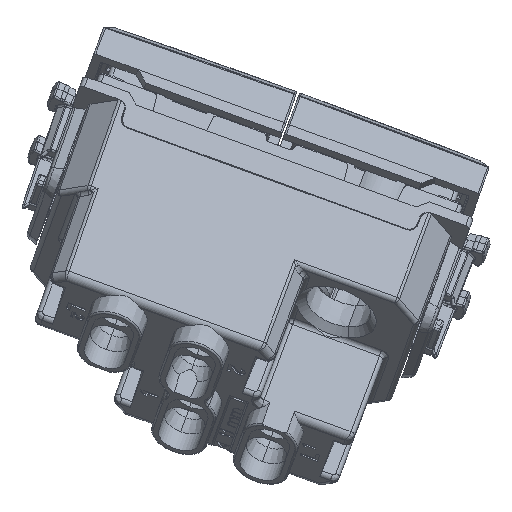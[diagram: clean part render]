
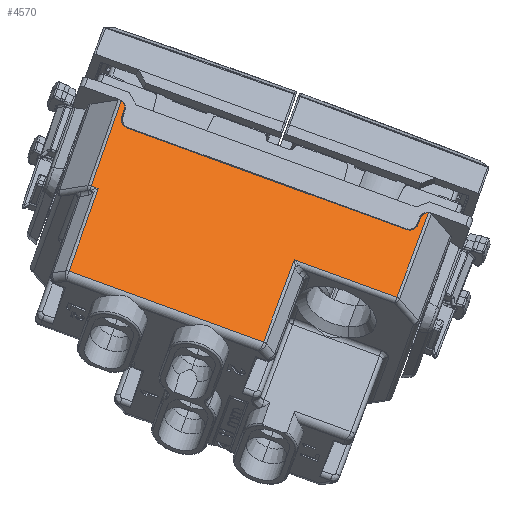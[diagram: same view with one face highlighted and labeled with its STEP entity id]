
A CAD part, left-side view. The second image highlights one B-rep face of the part: STEP entity #4570.
In plain terms, the highlighted face is planar.
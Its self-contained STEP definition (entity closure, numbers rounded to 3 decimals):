
#2249=CARTESIAN_POINT('Vertex',(-10.974,-5.698,-1.907)) ;
#2252=CARTESIAN_POINT('Line Origine',(-10.974,0.,-1.907)) ;
#2256=CARTESIAN_POINT('Vertex',(-10.974,16.698,-1.907)) ;
#4458=CARTESIAN_POINT('Axis2P3D Location',(-11.175,0.,21.1)) ;
#4464=CARTESIAN_POINT('Control Point',(-11.156,17.034,18.965)) ;
#4465=CARTESIAN_POINT('Control Point',(-11.167,17.075,20.135)) ;
#4466=CARTESIAN_POINT('Vertex',(-11.156,17.034,18.965)) ;
#4468=CARTESIAN_POINT('Vertex',(-11.167,17.075,20.135)) ;
#4472=CARTESIAN_POINT('Control Point',(-11.174,17.692,21.024)) ;
#4473=CARTESIAN_POINT('Control Point',(-11.173,17.428,20.915)) ;
#4474=CARTESIAN_POINT('Control Point',(-11.172,17.204,20.704)) ;
#4475=CARTESIAN_POINT('Control Point',(-11.169,17.085,20.421)) ;
#4476=CARTESIAN_POINT('Control Point',(-11.167,17.075,20.135)) ;
#4477=CARTESIAN_POINT('Vertex',(-11.174,17.692,21.024)) ;
#4481=CARTESIAN_POINT('Control Point',(-11.174,17.692,21.024)) ;
#4482=CARTESIAN_POINT('Control Point',(-11.073,17.59,9.396)) ;
#4483=CARTESIAN_POINT('Vertex',(-11.073,17.59,9.396)) ;
#4486=CARTESIAN_POINT('Line Origine',(-11.073,0.,9.396)) ;
#4490=CARTESIAN_POINT('Vertex',(-11.073,16.797,9.396)) ;
#4494=CARTESIAN_POINT('Control Point',(-10.974,16.698,-1.907)) ;
#4495=CARTESIAN_POINT('Control Point',(-11.073,16.797,9.396)) ;
#4498=CARTESIAN_POINT('Control Point',(-11.073,-5.797,9.396)) ;
#4499=CARTESIAN_POINT('Control Point',(-10.974,-5.698,-1.907)) ;
#4500=CARTESIAN_POINT('Vertex',(-11.073,-5.797,9.396)) ;
#4503=CARTESIAN_POINT('Line Origine',(-11.073,0.,9.396)) ;
#4507=CARTESIAN_POINT('Vertex',(-11.073,-17.59,9.396)) ;
#4511=CARTESIAN_POINT('Control Point',(-11.073,-17.59,9.396)) ;
#4512=CARTESIAN_POINT('Control Point',(-11.174,-17.692,21.024)) ;
#4513=CARTESIAN_POINT('Vertex',(-11.174,-17.692,21.024)) ;
#4517=CARTESIAN_POINT('Control Point',(-11.174,-17.692,21.024)) ;
#4518=CARTESIAN_POINT('Control Point',(-11.173,-17.428,20.915)) ;
#4519=CARTESIAN_POINT('Control Point',(-11.172,-17.204,20.704)) ;
#4520=CARTESIAN_POINT('Control Point',(-11.169,-17.085,20.421)) ;
#4521=CARTESIAN_POINT('Control Point',(-11.167,-17.075,20.135)) ;
#4522=CARTESIAN_POINT('Vertex',(-11.167,-17.075,20.135)) ;
#4526=CARTESIAN_POINT('Control Point',(-11.156,-17.034,18.965)) ;
#4527=CARTESIAN_POINT('Control Point',(-11.167,-17.075,20.135)) ;
#4528=CARTESIAN_POINT('Vertex',(-11.156,-17.034,18.965)) ;
#4532=CARTESIAN_POINT('Control Point',(-11.148,-16.034,18.)) ;
#4533=CARTESIAN_POINT('Control Point',(-11.148,-16.418,18.)) ;
#4534=CARTESIAN_POINT('Control Point',(-11.15,-16.807,18.2)) ;
#4535=CARTESIAN_POINT('Control Point',(-11.153,-17.02,18.581)) ;
#4536=CARTESIAN_POINT('Control Point',(-11.156,-17.034,18.965)) ;
#4537=CARTESIAN_POINT('Vertex',(-11.148,-16.034,18.)) ;
#4540=CARTESIAN_POINT('Line Origine',(-11.148,0.,18.)) ;
#4544=CARTESIAN_POINT('Vertex',(-11.148,16.034,18.)) ;
#4548=CARTESIAN_POINT('Control Point',(-11.148,16.034,18.)) ;
#4549=CARTESIAN_POINT('Control Point',(-11.148,16.418,18.)) ;
#4550=CARTESIAN_POINT('Control Point',(-11.15,16.807,18.2)) ;
#4551=CARTESIAN_POINT('Control Point',(-11.153,17.02,18.581)) ;
#4552=CARTESIAN_POINT('Control Point',(-11.156,17.034,18.965)) ;
#2253=DIRECTION('Vector Direction',(0.,1.,0.)) ;
#4459=DIRECTION('Axis2P3D Direction',(1.,-0.,0.009)) ;
#4460=DIRECTION('Axis2P3D XDirection',(0.,1.,0.)) ;
#4487=DIRECTION('Vector Direction',(0.,1.,0.)) ;
#4504=DIRECTION('Vector Direction',(0.,1.,0.)) ;
#4541=DIRECTION('Vector Direction',(0.,1.,0.)) ;
#4461=AXIS2_PLACEMENT_3D('Plane Axis2P3D',#4458,#4459,#4460) ;
#4555=ORIENTED_EDGE('',*,*,#4470,.T.) ;
#4556=ORIENTED_EDGE('',*,*,#4479,.F.) ;
#4557=ORIENTED_EDGE('',*,*,#4485,.F.) ;
#4558=ORIENTED_EDGE('',*,*,#4492,.F.) ;
#4559=ORIENTED_EDGE('',*,*,#4496,.T.) ;
#4560=ORIENTED_EDGE('',*,*,#2258,.F.) ;
#4561=ORIENTED_EDGE('',*,*,#4502,.T.) ;
#4562=ORIENTED_EDGE('',*,*,#4509,.F.) ;
#4563=ORIENTED_EDGE('',*,*,#4515,.T.) ;
#4564=ORIENTED_EDGE('',*,*,#4524,.F.) ;
#4565=ORIENTED_EDGE('',*,*,#4530,.F.) ;
#4566=ORIENTED_EDGE('',*,*,#4539,.T.) ;
#4567=ORIENTED_EDGE('',*,*,#4546,.F.) ;
#4568=ORIENTED_EDGE('',*,*,#4553,.T.) ;
#2254=VECTOR('Line Direction',#2253,1.) ;
#4488=VECTOR('Line Direction',#4487,1.) ;
#4505=VECTOR('Line Direction',#4504,1.) ;
#4542=VECTOR('Line Direction',#4541,1.) ;
#4570=ADVANCED_FACE('PartBody',(#4569),#4462,.F.) ;
#4463=B_SPLINE_CURVE_WITH_KNOTS('',1,(#4464,#4465),.UNSPECIFIED.,.F.,.U.,(2,2),(-0.585,0.585),.UNSPECIFIED.) ;
#4471=B_SPLINE_CURVE_WITH_KNOTS('',4,(#4472,#4473,#4474,#4475,#4476),.UNSPECIFIED.,.F.,.U.,(5,5),(0.,1.618),.UNSPECIFIED.) ;
#4480=B_SPLINE_CURVE_WITH_KNOTS('',1,(#4481,#4482),.UNSPECIFIED.,.F.,.U.,(2,2),(-11.825,-0.196),.UNSPECIFIED.) ;
#4493=B_SPLINE_CURVE_WITH_KNOTS('',1,(#4494,#4495),.UNSPECIFIED.,.F.,.U.,(2,2),(-11.108,0.196),.UNSPECIFIED.) ;
#4497=B_SPLINE_CURVE_WITH_KNOTS('',1,(#4498,#4499),.UNSPECIFIED.,.F.,.U.,(2,2),(-0.196,11.108),.UNSPECIFIED.) ;
#4510=B_SPLINE_CURVE_WITH_KNOTS('',1,(#4511,#4512),.UNSPECIFIED.,.F.,.U.,(2,2),(0.196,11.825),.UNSPECIFIED.) ;
#4516=B_SPLINE_CURVE_WITH_KNOTS('',4,(#4517,#4518,#4519,#4520,#4521),.UNSPECIFIED.,.F.,.U.,(5,5),(0.,1.618),.UNSPECIFIED.) ;
#4525=B_SPLINE_CURVE_WITH_KNOTS('',1,(#4526,#4527),.UNSPECIFIED.,.F.,.U.,(2,2),(-0.585,0.585),.UNSPECIFIED.) ;
#4531=B_SPLINE_CURVE_WITH_KNOTS('',4,(#4532,#4533,#4534,#4535,#4536),.UNSPECIFIED.,.F.,.U.,(5,5),(0.,2.172),.UNSPECIFIED.) ;
#4547=B_SPLINE_CURVE_WITH_KNOTS('',4,(#4548,#4549,#4550,#4551,#4552),.UNSPECIFIED.,.F.,.U.,(5,5),(0.,2.172),.UNSPECIFIED.) ;
#2258=EDGE_CURVE('',#2250,#2257,#2255,.T.) ;
#4470=EDGE_CURVE('',#4467,#4469,#4463,.T.) ;
#4479=EDGE_CURVE('',#4478,#4469,#4471,.T.) ;
#4485=EDGE_CURVE('',#4484,#4478,#4480,.F.) ;
#4492=EDGE_CURVE('',#4491,#4484,#4489,.T.) ;
#4496=EDGE_CURVE('',#4491,#2257,#4493,.F.) ;
#4502=EDGE_CURVE('',#2250,#4501,#4497,.F.) ;
#4509=EDGE_CURVE('',#4508,#4501,#4506,.T.) ;
#4515=EDGE_CURVE('',#4508,#4514,#4510,.T.) ;
#4524=EDGE_CURVE('',#4523,#4514,#4516,.F.) ;
#4530=EDGE_CURVE('',#4529,#4523,#4525,.T.) ;
#4539=EDGE_CURVE('',#4529,#4538,#4531,.F.) ;
#4546=EDGE_CURVE('',#4545,#4538,#4543,.F.) ;
#4553=EDGE_CURVE('',#4545,#4467,#4547,.T.) ;
#4554=EDGE_LOOP('',(#4555,#4556,#4557,#4558,#4559,#4560,#4561,#4562,#4563,#4564,#4565,#4566,#4567,#4568)) ;
#4569=FACE_OUTER_BOUND('',#4554,.T.) ;
#2255=LINE('Line',#2252,#2254) ;
#4489=LINE('Line',#4486,#4488) ;
#4506=LINE('Line',#4503,#4505) ;
#4543=LINE('Line',#4540,#4542) ;
#4462=PLANE('',#4461) ;
#2250=VERTEX_POINT('',#2249) ;
#2257=VERTEX_POINT('',#2256) ;
#4467=VERTEX_POINT('',#4466) ;
#4469=VERTEX_POINT('',#4468) ;
#4478=VERTEX_POINT('',#4477) ;
#4484=VERTEX_POINT('',#4483) ;
#4491=VERTEX_POINT('',#4490) ;
#4501=VERTEX_POINT('',#4500) ;
#4508=VERTEX_POINT('',#4507) ;
#4514=VERTEX_POINT('',#4513) ;
#4523=VERTEX_POINT('',#4522) ;
#4529=VERTEX_POINT('',#4528) ;
#4538=VERTEX_POINT('',#4537) ;
#4545=VERTEX_POINT('',#4544) ;
